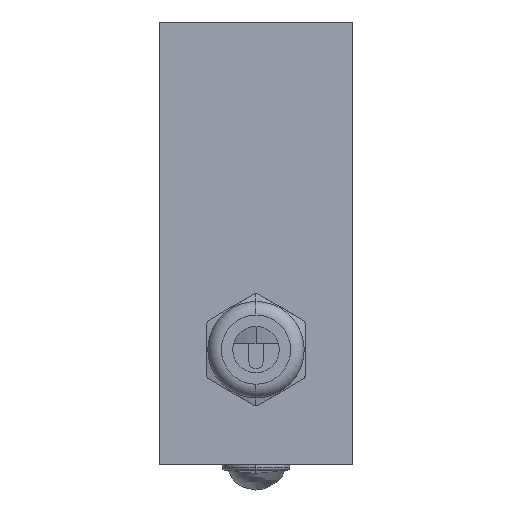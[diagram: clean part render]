
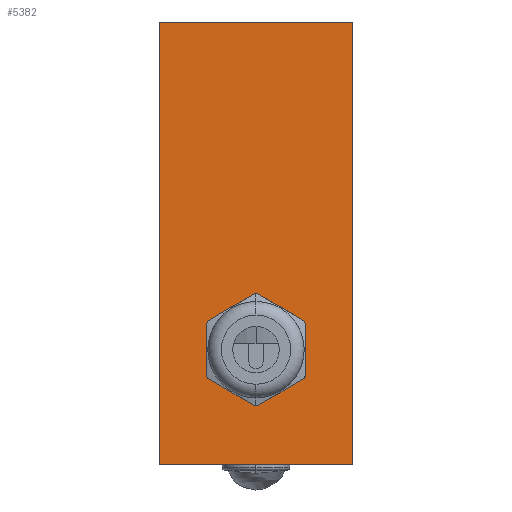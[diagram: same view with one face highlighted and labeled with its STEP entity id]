
A CAD part, left-side view. The second image highlights one B-rep face of the part: STEP entity #5382.
In plain terms, the highlighted planar face has unit normal (-1, 0, 0).
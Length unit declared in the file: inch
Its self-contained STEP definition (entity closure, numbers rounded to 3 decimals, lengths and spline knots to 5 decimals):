
#14 = ORIENTED_EDGE ( 'NONE', *, *, #9709, .T. ) ;
#109 = CARTESIAN_POINT ( 'NONE',  ( 0., -0.425, 1.69987 ) ) ;
#135 = CARTESIAN_POINT ( 'NONE',  ( 0., 0., 0.39272 ) ) ;
#215 = LINE ( 'NONE', #109, #2701 ) ;
#251 = CARTESIAN_POINT ( 'NONE',  ( 0., 0.425, 1.69987 ) ) ;
#416 = CARTESIAN_POINT ( 'NONE',  ( 0., -0.425, -0.24413 ) ) ;
#650 = VERTEX_POINT ( 'NONE', #135 ) ;
#776 = VERTEX_POINT ( 'NONE', #8361 ) ;
#1002 = VERTEX_POINT ( 'NONE', #7787 ) ;
#1159 = CARTESIAN_POINT ( 'NONE',  ( 0., 0.425, 1.69987 ) ) ;
#1169 = VERTEX_POINT ( 'NONE', #9623 ) ;
#1201 = DIRECTION ( 'NONE',  ( 0., -1., 0. ) ) ;
#1643 = EDGE_CURVE ( 'NONE', #1002, #650, #2305, .T. ) ;
#1702 = ORIENTED_EDGE ( 'NONE', *, *, #7999, .T. ) ;
#2305 = CIRCLE ( 'NONE', #5360, 0.13386 ) ;
#2515 = VECTOR ( 'NONE', #3351, 39.37008 ) ;
#2688 = ORIENTED_EDGE ( 'NONE', *, *, #2747, .F. ) ;
#2701 = VECTOR ( 'NONE', #4166, 39.37008 ) ;
#2747 = EDGE_CURVE ( 'NONE', #776, #1169, #8381, .T. ) ;
#2832 = ORIENTED_EDGE ( 'NONE', *, *, #1643, .F. ) ;
#3232 = PLANE ( 'NONE',  #8568 ) ;
#3351 = DIRECTION ( 'NONE',  ( 0., 0., -1. ) ) ;
#3562 = CARTESIAN_POINT ( 'NONE',  ( 0., 0.425, -0.24413 ) ) ;
#4036 = EDGE_LOOP ( 'NONE', ( #5460, #2832 ) ) ;
#4166 = DIRECTION ( 'NONE',  ( 0., 0., -1. ) ) ;
#4377 = DIRECTION ( 'NONE',  ( 0., -1., 0. ) ) ;
#4791 = CARTESIAN_POINT ( 'NONE',  ( 0., 0., 0.25887 ) ) ;
#4990 = VECTOR ( 'NONE', #4377, 39.37008 ) ;
#5352 = VECTOR ( 'NONE', #1201, 39.37008 ) ;
#5360 = AXIS2_PLACEMENT_3D ( 'NONE', #9341, #6127, #8333 ) ;
#5382 = ADVANCED_FACE ( 'NONE', ( #8149, #7409 ), #3232, .F. ) ;
#5460 = ORIENTED_EDGE ( 'NONE', *, *, #7858, .F. ) ;
#5607 = CARTESIAN_POINT ( 'NONE',  ( 0., 0.425, -0.24413 ) ) ;
#5671 = DIRECTION ( 'NONE',  ( 1., 0., 0. ) ) ;
#5691 = LINE ( 'NONE', #251, #2515 ) ;
#5936 = EDGE_LOOP ( 'NONE', ( #14, #6543, #2688, #1702 ) ) ;
#6127 = DIRECTION ( 'NONE',  ( -1., 0., 0. ) ) ;
#6470 = CARTESIAN_POINT ( 'NONE',  ( 0., 0.425, 1.69987 ) ) ;
#6543 = ORIENTED_EDGE ( 'NONE', *, *, #8834, .F. ) ;
#7119 = DIRECTION ( 'NONE',  ( -1., 0., 0. ) ) ;
#7313 = VERTEX_POINT ( 'NONE', #5607 ) ;
#7409 = FACE_OUTER_BOUND ( 'NONE', #5936, .T. ) ;
#7520 = LINE ( 'NONE', #3562, #5352 ) ;
#7787 = CARTESIAN_POINT ( 'NONE',  ( 0., 0., 0.12501 ) ) ;
#7858 = EDGE_CURVE ( 'NONE', #650, #1002, #9360, .T. ) ;
#7957 = DIRECTION ( 'NONE',  ( 0., 0., 1. ) ) ;
#7999 = EDGE_CURVE ( 'NONE', #776, #7313, #5691, .T. ) ;
#8149 = FACE_BOUND ( 'NONE', #4036, .T. ) ;
#8232 = VERTEX_POINT ( 'NONE', #416 ) ;
#8333 = DIRECTION ( 'NONE',  ( 0., 0., 1. ) ) ;
#8361 = CARTESIAN_POINT ( 'NONE',  ( 0., 0.425, 1.69987 ) ) ;
#8381 = LINE ( 'NONE', #1159, #4990 ) ;
#8568 = AXIS2_PLACEMENT_3D ( 'NONE', #6470, #5671, #8891 ) ;
#8834 = EDGE_CURVE ( 'NONE', #1169, #8232, #215, .T. ) ;
#8891 = DIRECTION ( 'NONE',  ( 0., 0., -1. ) ) ;
#9341 = CARTESIAN_POINT ( 'NONE',  ( 0., 0., 0.25887 ) ) ;
#9360 = CIRCLE ( 'NONE', #9941, 0.13386 ) ;
#9623 = CARTESIAN_POINT ( 'NONE',  ( 0., -0.425, 1.69987 ) ) ;
#9709 = EDGE_CURVE ( 'NONE', #7313, #8232, #7520, .T. ) ;
#9941 = AXIS2_PLACEMENT_3D ( 'NONE', #4791, #7119, #7957 ) ;
